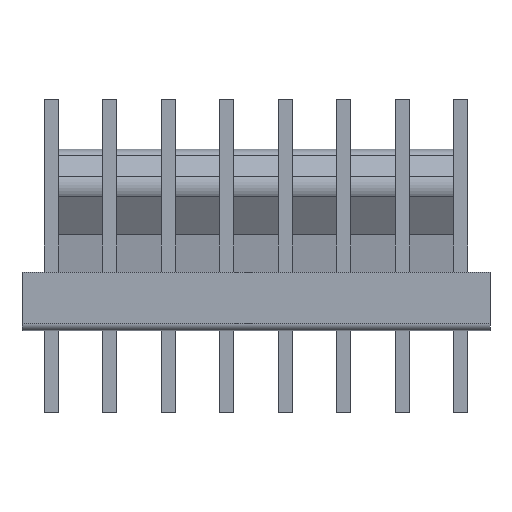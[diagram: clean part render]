
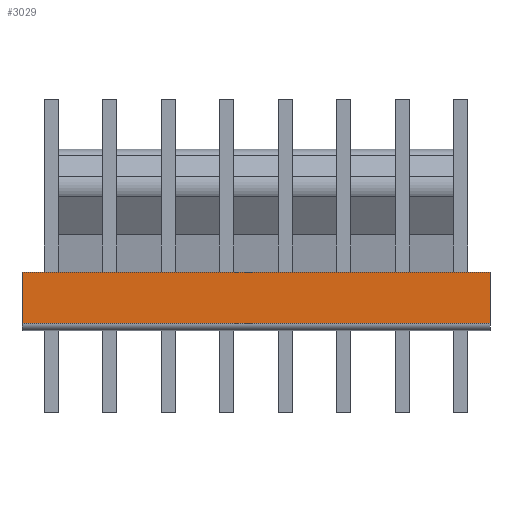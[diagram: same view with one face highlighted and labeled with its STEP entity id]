
A CAD part, front view. The second image highlights one B-rep face of the part: STEP entity #3029.
In plain terms, the highlighted planar face has unit normal (0, -1, 0).
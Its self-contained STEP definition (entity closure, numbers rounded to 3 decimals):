
#10=DIRECTION('',(0.,0.,-1.));
#11=VECTOR('',#10,2.229);
#12=CARTESIAN_POINT('',(-10.16,-2.667,0.));
#13=LINE('',#12,#11);
#888=DIRECTION('',(0.,0.,-1.));
#889=VECTOR('',#888,2.229);
#890=CARTESIAN_POINT('',(10.16,-2.667,0.));
#891=LINE('',#890,#889);
#1024=DIRECTION('',(1.,0.,0.));
#1025=VECTOR('',#1024,20.32);
#1026=CARTESIAN_POINT('',(-10.16,-2.667,-2.229));
#1027=LINE('',#1026,#1025);
#1028=DIRECTION('',(1.,0.,0.));
#1029=VECTOR('',#1028,20.32);
#1030=CARTESIAN_POINT('',(-10.16,-2.667,0.));
#1031=LINE('',#1030,#1029);
#1110=CARTESIAN_POINT('',(-10.16,-2.667,0.));
#1111=CARTESIAN_POINT('',(-10.16,-2.667,-2.229));
#1112=VERTEX_POINT('',#1110);
#1113=VERTEX_POINT('',#1111);
#1130=CARTESIAN_POINT('',(10.16,-2.667,0.));
#1131=CARTESIAN_POINT('',(10.16,-2.667,-2.229));
#1132=VERTEX_POINT('',#1130);
#1133=VERTEX_POINT('',#1131);
#3018=CARTESIAN_POINT('',(-10.16,-2.667,0.));
#3019=DIRECTION('',(0.,-1.,0.));
#3020=DIRECTION('',(0.,0.,-1.));
#3021=AXIS2_PLACEMENT_3D('',#3018,#3019,#3020);
#3022=PLANE('',#3021);
#3023=ORIENTED_EDGE('',*,*,#1477,.F.);
#3024=ORIENTED_EDGE('',*,*,#1684,.T.);
#3025=ORIENTED_EDGE('',*,*,#2752,.T.);
#3026=ORIENTED_EDGE('',*,*,#3011,.F.);
#3027=EDGE_LOOP('',(#3023,#3024,#3025,#3026));
#3028=FACE_OUTER_BOUND('',#3027,.F.);
#1477=EDGE_CURVE('',#1112,#1113,#13,.T.);
#1684=EDGE_CURVE('',#1112,#1132,#1031,.T.);
#2752=EDGE_CURVE('',#1132,#1133,#891,.T.);
#3011=EDGE_CURVE('',#1113,#1133,#1027,.T.);
#3029=ADVANCED_FACE('',(#3028),#3022,.T.);
